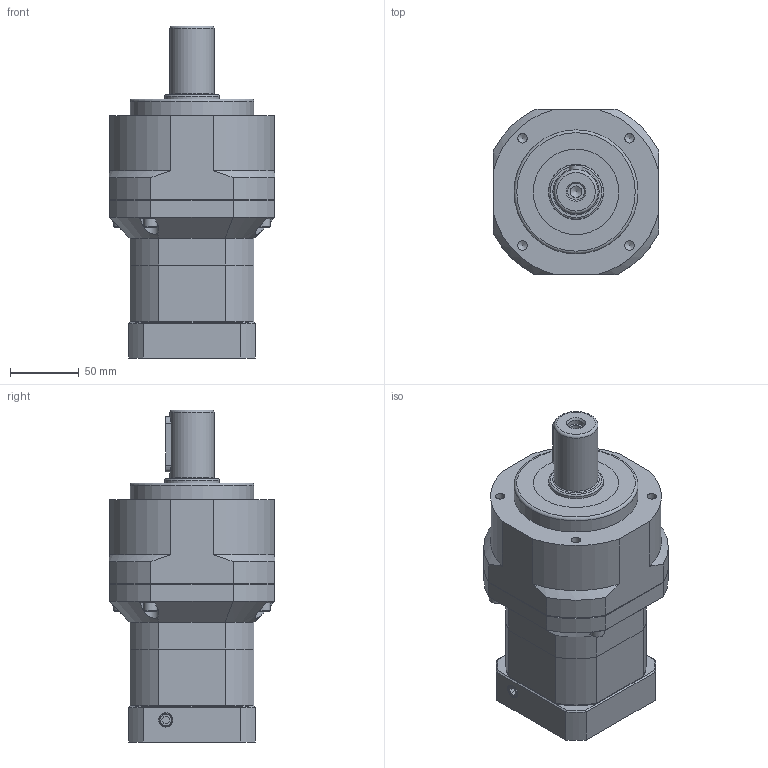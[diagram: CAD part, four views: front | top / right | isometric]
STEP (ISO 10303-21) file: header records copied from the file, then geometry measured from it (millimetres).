
FILE_DESCRIPTION((''),'2;1');
FILE_NAME('KSE-120-2.stp','2012-02-15T10:53:01',('young'),(''),'Autodesk Inventor 2012','Autodesk Inventor 2012','');
FILE_SCHEMA(('AUTOMOTIVE_DESIGN { 1 0 10303 214 1 1 1 1 }'));
Length unit declared in the file: millimetre
Products named in the file (1): KSE-120-2
Bounding box: 120 x 120 x 241 mm (x, y, z)
Volume: 1622651.3 mm3; surface area: 213178.6 mm2
Topology: 21 solids, 21 shells, 584 faces, 1337 edges, 842 vertices
Faces by surface type: plane 330, cylinder 137, cone 87, torus 17, bspline 13
Full cylindrical faces by diameter (mm): 4.2 x4, 4.5 x4, 5 x12, 5.1 x1, 6 x9, 6.5 x5, 6.8 x8, 8 x4, 8.433 x2, 8.5 x1, 9.5 x2, 10 x9, 11 x4, 12 x1, 24.2 x1, 24.9 x1, 28.2 x1, 28.8 x1, 30 x1, 32 x1, 39 x1, 39.8 x1, 40 x1, 45 x2, 62 x2, 68 x1, 70 x1, 78 x2, 90 x1
Entity records: 16201 total; most frequent: CARTESIAN_POINT 3640, DIRECTION 2631, ORIENTED_EDGE 2268, EDGE_CURVE 1134, AXIS2_PLACEMENT_3D 996, EDGE_LOOP 833, VERTEX_POINT 801, VECTOR 639
